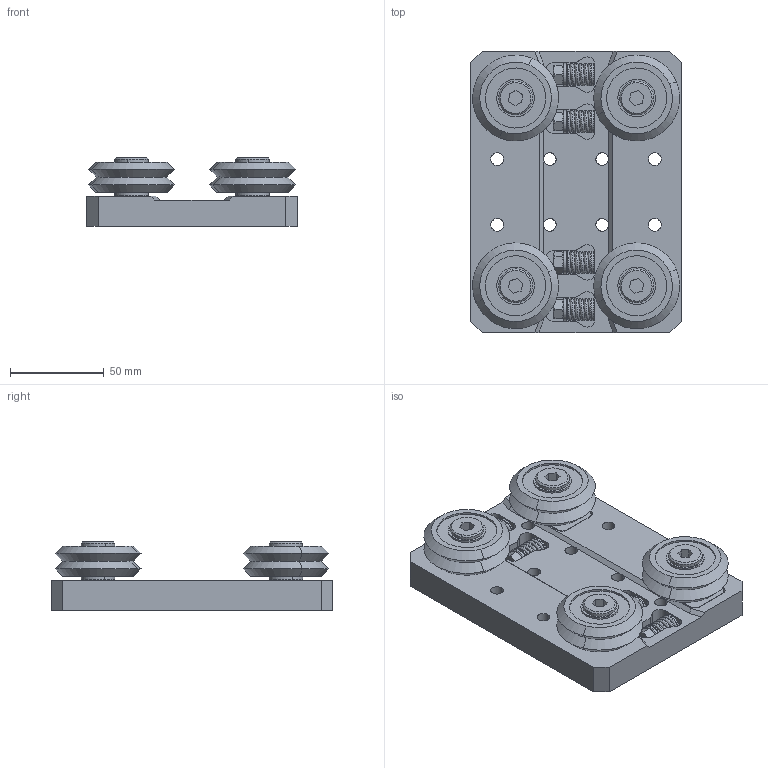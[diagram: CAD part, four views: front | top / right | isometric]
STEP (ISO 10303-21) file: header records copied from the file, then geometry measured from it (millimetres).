
FILE_DESCRIPTION (( 'STEP AP214' ), '1' );
FILE_NAME ('LWF-03-150.STEP', '2022-12-19T15:43:35', ( '' ), ( '' ), 'SwSTEP 2.0', 'SolidWorks 2020', '' );
FILE_SCHEMA (( 'AUTOMOTIVE_DESIGN' ));
Length unit declared in the file: millimetre
Products named in the file (1): LWF-03-150
Bounding box: 112 x 150 x 36.64 mm (x, y, z)
Volume: 315204.8 mm3; surface area: 124379.8 mm2
Topology: 39 solids, 43 shells, 780 faces, 1768 edges, 1100 vertices
Faces by surface type: cylinder 280, plane 272, cone 220, bspline 8
Entity records: 53864 total; most frequent: CARTESIAN_POINT 26785, DIRECTION 3982, ORIENTED_EDGE 3536, EDGE_CURVE 1768, AXIS2_PLACEMENT_3D 1557, VERTEX_POINT 1100, EDGE_LOOP 918, VECTOR 868
